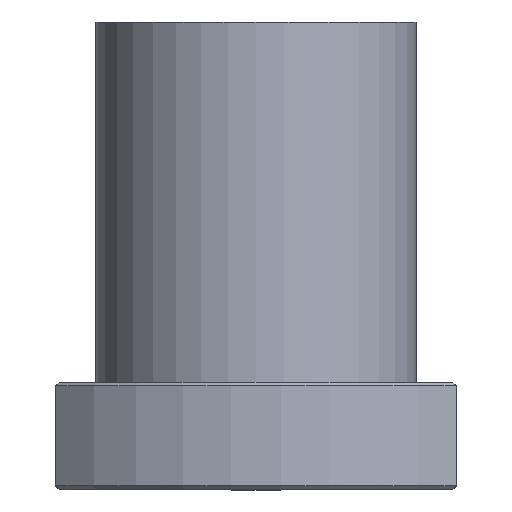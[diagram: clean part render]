
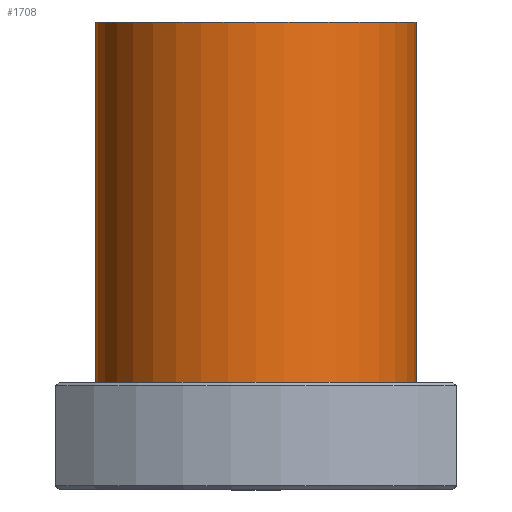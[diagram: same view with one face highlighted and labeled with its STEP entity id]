
A CAD part, top view. The second image highlights one B-rep face of the part: STEP entity #1708.
In plain terms, the highlighted cylindrical face has radius 12 mm (diameter 24 mm), a full revolution.
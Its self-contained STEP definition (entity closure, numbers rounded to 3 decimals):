
#742 = PLANE('',#743);
#743 = AXIS2_PLACEMENT_3D('',#744,#745,#746);
#744 = CARTESIAN_POINT('',(12.,27.,0.));
#745 = DIRECTION('',(0.,1.,0.));
#746 = DIRECTION('',(0.,0.,1.));
#1048 = PLANE('',#1049);
#1049 = AXIS2_PLACEMENT_3D('',#1050,#1051,#1052);
#1050 = CARTESIAN_POINT('',(-15.,0.,-15.));
#1051 = DIRECTION('',(0.,-1.,0.));
#1052 = DIRECTION('',(0.,0.,-1.));
#1317 = EDGE_CURVE('',#1318,#1318,#1320,.T.);
#1318 = VERTEX_POINT('',#1319);
#1319 = CARTESIAN_POINT('',(12.,27.,0.));
#1320 = SURFACE_CURVE('',#1321,(#1326,#1337),.PCURVE_S1.);
#1321 = CIRCLE('',#1322,12.);
#1322 = AXIS2_PLACEMENT_3D('',#1323,#1324,#1325);
#1323 = CARTESIAN_POINT('',(0.,27.,0.));
#1324 = DIRECTION('',(0.,-1.,0.));
#1325 = DIRECTION('',(1.,0.,0.));
#1326 = PCURVE('',#742,#1327);
#1327 = DEFINITIONAL_REPRESENTATION('',(#1328),#1336);
#1328 = ( BOUNDED_CURVE() B_SPLINE_CURVE(2,(#1329,#1330,#1331,#1332,
#1333,#1334,#1335),.UNSPECIFIED.,.F.,.F.) B_SPLINE_CURVE_WITH_KNOTS((1,2
    ,2,2,2,1),(-2.094,0.,2.094,4.189,
6.283,8.378),.UNSPECIFIED.) CURVE() 
GEOMETRIC_REPRESENTATION_ITEM() RATIONAL_B_SPLINE_CURVE((1.,0.5,1.,0.5,
1.,0.5,1.)) REPRESENTATION_ITEM('') );
#1329 = CARTESIAN_POINT('',(0.,0.));
#1330 = CARTESIAN_POINT('',(20.785,0.));
#1331 = CARTESIAN_POINT('',(10.392,-18.));
#1332 = CARTESIAN_POINT('',(0.,-36.));
#1333 = CARTESIAN_POINT('',(-10.392,-18.));
#1334 = CARTESIAN_POINT('',(-20.785,0.));
#1335 = CARTESIAN_POINT('',(0.,0.));
#1336 = ( GEOMETRIC_REPRESENTATION_CONTEXT(2) 
PARAMETRIC_REPRESENTATION_CONTEXT() REPRESENTATION_CONTEXT('2D SPACE',''
  ) );
#1337 = PCURVE('',#1338,#1343);
#1338 = CYLINDRICAL_SURFACE('',#1339,12.);
#1339 = AXIS2_PLACEMENT_3D('',#1340,#1341,#1342);
#1340 = CARTESIAN_POINT('',(0.,-8.,0.));
#1341 = DIRECTION('',(0.,-1.,0.));
#1342 = DIRECTION('',(1.,0.,0.));
#1343 = DEFINITIONAL_REPRESENTATION('',(#1344),#1348);
#1344 = LINE('',#1345,#1346);
#1345 = CARTESIAN_POINT('',(0.,-35.));
#1346 = VECTOR('',#1347,1.);
#1347 = DIRECTION('',(1.,0.));
#1348 = ( GEOMETRIC_REPRESENTATION_CONTEXT(2) 
PARAMETRIC_REPRESENTATION_CONTEXT() REPRESENTATION_CONTEXT('2D SPACE',''
  ) );
#1667 = EDGE_CURVE('',#1668,#1668,#1670,.T.);
#1668 = VERTEX_POINT('',#1669);
#1669 = CARTESIAN_POINT('',(12.,0.,0.));
#1670 = SURFACE_CURVE('',#1671,(#1676,#1683),.PCURVE_S1.);
#1671 = CIRCLE('',#1672,12.);
#1672 = AXIS2_PLACEMENT_3D('',#1673,#1674,#1675);
#1673 = CARTESIAN_POINT('',(0.,0.,0.)
  );
#1674 = DIRECTION('',(0.,-1.,0.));
#1675 = DIRECTION('',(1.,0.,0.));
#1676 = PCURVE('',#1048,#1677);
#1677 = DEFINITIONAL_REPRESENTATION('',(#1678),#1682);
#1678 = CIRCLE('',#1679,12.);
#1679 = AXIS2_PLACEMENT_2D('',#1680,#1681);
#1680 = CARTESIAN_POINT('',(-15.,15.));
#1681 = DIRECTION('',(0.,1.));
#1682 = ( GEOMETRIC_REPRESENTATION_CONTEXT(2) 
PARAMETRIC_REPRESENTATION_CONTEXT() REPRESENTATION_CONTEXT('2D SPACE',''
  ) );
#1683 = PCURVE('',#1338,#1684);
#1684 = DEFINITIONAL_REPRESENTATION('',(#1685),#1689);
#1685 = LINE('',#1686,#1687);
#1686 = CARTESIAN_POINT('',(0.,-8.));
#1687 = VECTOR('',#1688,1.);
#1688 = DIRECTION('',(1.,0.));
#1689 = ( GEOMETRIC_REPRESENTATION_CONTEXT(2) 
PARAMETRIC_REPRESENTATION_CONTEXT() REPRESENTATION_CONTEXT('2D SPACE',''
  ) );
#1708 = ADVANCED_FACE('',(#1709),#1338,.T.);
#1709 = FACE_BOUND('',#1710,.T.);
#1710 = EDGE_LOOP('',(#1711,#1712,#1733,#1734));
#1711 = ORIENTED_EDGE('',*,*,#1667,.F.);
#1712 = ORIENTED_EDGE('',*,*,#1713,.T.);
#1713 = EDGE_CURVE('',#1668,#1318,#1714,.T.);
#1714 = SEAM_CURVE('',#1715,(#1719,#1726),.PCURVE_S1.);
#1715 = LINE('',#1716,#1717);
#1716 = CARTESIAN_POINT('',(12.,-8.,0.));
#1717 = VECTOR('',#1718,1.);
#1718 = DIRECTION('',(-0.,1.,0.));
#1719 = PCURVE('',#1338,#1720);
#1720 = DEFINITIONAL_REPRESENTATION('',(#1721),#1725);
#1721 = LINE('',#1722,#1723);
#1722 = CARTESIAN_POINT('',(6.283,0.));
#1723 = VECTOR('',#1724,1.);
#1724 = DIRECTION('',(0.,-1.));
#1725 = ( GEOMETRIC_REPRESENTATION_CONTEXT(2) 
PARAMETRIC_REPRESENTATION_CONTEXT() REPRESENTATION_CONTEXT('2D SPACE',''
  ) );
#1726 = PCURVE('',#1338,#1727);
#1727 = DEFINITIONAL_REPRESENTATION('',(#1728),#1732);
#1728 = LINE('',#1729,#1730);
#1729 = CARTESIAN_POINT('',(0.,0.));
#1730 = VECTOR('',#1731,1.);
#1731 = DIRECTION('',(0.,-1.));
#1732 = ( GEOMETRIC_REPRESENTATION_CONTEXT(2) 
PARAMETRIC_REPRESENTATION_CONTEXT() REPRESENTATION_CONTEXT('2D SPACE',''
  ) );
#1733 = ORIENTED_EDGE('',*,*,#1317,.T.);
#1734 = ORIENTED_EDGE('',*,*,#1713,.F.);
